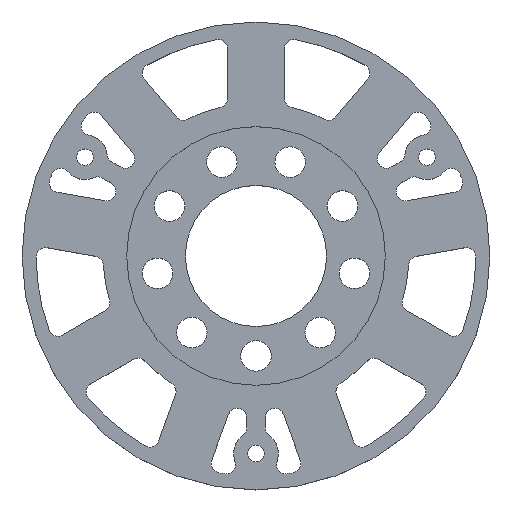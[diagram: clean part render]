
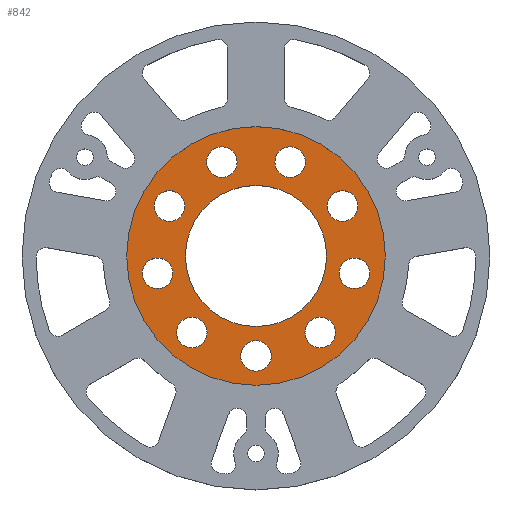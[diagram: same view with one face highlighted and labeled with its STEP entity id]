
A CAD part, top view. The second image highlights one B-rep face of the part: STEP entity #842.
In plain terms, the highlighted planar face has unit normal (0, 0, 1).
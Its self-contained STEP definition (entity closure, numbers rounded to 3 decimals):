
#171=CARTESIAN_POINT('Axis2P3D Location',(0.,0.,6.)) ;
#175=CARTESIAN_POINT('Vertex',(15.,0.,6.)) ;
#177=CARTESIAN_POINT('Vertex',(-15.,0.,6.)) ;
#206=CARTESIAN_POINT('Axis2P3D Location',(0.,0.,6.)) ;
#232=CARTESIAN_POINT('Vertex',(4.018,19.968,6.)) ;
#248=CARTESIAN_POINT('Vertex',(10.518,19.968,6.)) ;
#251=CARTESIAN_POINT('Axis2P3D Location',(7.268,19.968,6.)) ;
#268=CARTESIAN_POINT('Axis2P3D Location',(7.268,19.968,6.)) ;
#289=CARTESIAN_POINT('Vertex',(-9.758,17.879,6.)) ;
#294=CARTESIAN_POINT('Axis2P3D Location',(-7.268,19.968,6.)) ;
#298=CARTESIAN_POINT('Vertex',(-4.778,22.058,6.)) ;
#320=CARTESIAN_POINT('Axis2P3D Location',(-7.268,19.968,6.)) ;
#346=CARTESIAN_POINT('Vertex',(-18.967,7.424,6.)) ;
#351=CARTESIAN_POINT('Axis2P3D Location',(-18.403,10.625,6.)) ;
#355=CARTESIAN_POINT('Vertex',(-17.839,13.826,6.)) ;
#377=CARTESIAN_POINT('Axis2P3D Location',(-18.403,10.625,6.)) ;
#403=CARTESIAN_POINT('Vertex',(-19.302,-6.505,6.)) ;
#408=CARTESIAN_POINT('Axis2P3D Location',(-20.927,-3.69,6.)) ;
#412=CARTESIAN_POINT('Vertex',(-22.552,-0.875,6.)) ;
#434=CARTESIAN_POINT('Axis2P3D Location',(-20.927,-3.69,6.)) ;
#460=CARTESIAN_POINT('Vertex',(-10.605,-17.39,6.)) ;
#465=CARTESIAN_POINT('Axis2P3D Location',(-13.659,-16.278,6.)) ;
#469=CARTESIAN_POINT('Vertex',(-16.713,-15.167,6.)) ;
#491=CARTESIAN_POINT('Axis2P3D Location',(-13.659,-16.278,6.)) ;
#517=CARTESIAN_POINT('Vertex',(3.054,-20.138,6.)) ;
#522=CARTESIAN_POINT('Axis2P3D Location',(0.,-21.25,6.)) ;
#526=CARTESIAN_POINT('Vertex',(-3.054,-22.362,6.)) ;
#548=CARTESIAN_POINT('Axis2P3D Location',(0.,-21.25,6.)) ;
#574=CARTESIAN_POINT('Vertex',(15.284,-13.464,6.)) ;
#579=CARTESIAN_POINT('Axis2P3D Location',(13.659,-16.278,6.)) ;
#583=CARTESIAN_POINT('Vertex',(12.034,-19.093,6.)) ;
#605=CARTESIAN_POINT('Axis2P3D Location',(13.659,-16.278,6.)) ;
#631=CARTESIAN_POINT('Vertex',(20.363,-0.489,6.)) ;
#636=CARTESIAN_POINT('Axis2P3D Location',(20.927,-3.69,6.)) ;
#640=CARTESIAN_POINT('Vertex',(21.492,-6.891,6.)) ;
#662=CARTESIAN_POINT('Axis2P3D Location',(20.927,-3.69,6.)) ;
#688=CARTESIAN_POINT('Vertex',(15.913,12.714,6.)) ;
#693=CARTESIAN_POINT('Axis2P3D Location',(18.403,10.625,6.)) ;
#697=CARTESIAN_POINT('Vertex',(20.893,8.536,6.)) ;
#719=CARTESIAN_POINT('Axis2P3D Location',(18.403,10.625,6.)) ;
#741=CARTESIAN_POINT('Axis2P3D Location',(0.,0.,6.)) ;
#745=CARTESIAN_POINT('Vertex',(-27.5,0.,6.)) ;
#747=CARTESIAN_POINT('Vertex',(27.5,0.,6.)) ;
#776=CARTESIAN_POINT('Axis2P3D Location',(0.,0.,6.)) ;
#793=CARTESIAN_POINT('Axis2P3D Location',(0.,0.,6.)) ;
#172=DIRECTION('Axis2P3D Direction',(0.,0.,1.)) ;
#207=DIRECTION('Axis2P3D Direction',(0.,0.,1.)) ;
#252=DIRECTION('Axis2P3D Direction',(0.,0.,1.)) ;
#269=DIRECTION('Axis2P3D Direction',(0.,0.,1.)) ;
#295=DIRECTION('Axis2P3D Direction',(0.,-0.,1.)) ;
#321=DIRECTION('Axis2P3D Direction',(0.,-0.,1.)) ;
#352=DIRECTION('Axis2P3D Direction',(0.,-0.,1.)) ;
#378=DIRECTION('Axis2P3D Direction',(0.,-0.,1.)) ;
#409=DIRECTION('Axis2P3D Direction',(0.,0.,1.)) ;
#435=DIRECTION('Axis2P3D Direction',(0.,0.,1.)) ;
#466=DIRECTION('Axis2P3D Direction',(0.,0.,1.)) ;
#492=DIRECTION('Axis2P3D Direction',(0.,0.,1.)) ;
#523=DIRECTION('Axis2P3D Direction',(0.,0.,1.)) ;
#549=DIRECTION('Axis2P3D Direction',(0.,0.,1.)) ;
#580=DIRECTION('Axis2P3D Direction',(0.,0.,1.)) ;
#606=DIRECTION('Axis2P3D Direction',(0.,0.,1.)) ;
#637=DIRECTION('Axis2P3D Direction',(-0.,0.,1.)) ;
#663=DIRECTION('Axis2P3D Direction',(-0.,0.,1.)) ;
#694=DIRECTION('Axis2P3D Direction',(-0.,0.,1.)) ;
#720=DIRECTION('Axis2P3D Direction',(-0.,0.,1.)) ;
#742=DIRECTION('Axis2P3D Direction',(0.,0.,1.)) ;
#777=DIRECTION('Axis2P3D Direction',(0.,0.,1.)) ;
#794=DIRECTION('Axis2P3D Direction',(0.,0.,1.)) ;
#795=DIRECTION('Axis2P3D XDirection',(1.,0.,0.)) ;
#173=AXIS2_PLACEMENT_3D('Circle Axis2P3D',#171,#172,$) ;
#208=AXIS2_PLACEMENT_3D('Circle Axis2P3D',#206,#207,$) ;
#253=AXIS2_PLACEMENT_3D('Circle Axis2P3D',#251,#252,$) ;
#270=AXIS2_PLACEMENT_3D('Circle Axis2P3D',#268,#269,$) ;
#296=AXIS2_PLACEMENT_3D('Circle Axis2P3D',#294,#295,$) ;
#322=AXIS2_PLACEMENT_3D('Circle Axis2P3D',#320,#321,$) ;
#353=AXIS2_PLACEMENT_3D('Circle Axis2P3D',#351,#352,$) ;
#379=AXIS2_PLACEMENT_3D('Circle Axis2P3D',#377,#378,$) ;
#410=AXIS2_PLACEMENT_3D('Circle Axis2P3D',#408,#409,$) ;
#436=AXIS2_PLACEMENT_3D('Circle Axis2P3D',#434,#435,$) ;
#467=AXIS2_PLACEMENT_3D('Circle Axis2P3D',#465,#466,$) ;
#493=AXIS2_PLACEMENT_3D('Circle Axis2P3D',#491,#492,$) ;
#524=AXIS2_PLACEMENT_3D('Circle Axis2P3D',#522,#523,$) ;
#550=AXIS2_PLACEMENT_3D('Circle Axis2P3D',#548,#549,$) ;
#581=AXIS2_PLACEMENT_3D('Circle Axis2P3D',#579,#580,$) ;
#607=AXIS2_PLACEMENT_3D('Circle Axis2P3D',#605,#606,$) ;
#638=AXIS2_PLACEMENT_3D('Circle Axis2P3D',#636,#637,$) ;
#664=AXIS2_PLACEMENT_3D('Circle Axis2P3D',#662,#663,$) ;
#695=AXIS2_PLACEMENT_3D('Circle Axis2P3D',#693,#694,$) ;
#721=AXIS2_PLACEMENT_3D('Circle Axis2P3D',#719,#720,$) ;
#743=AXIS2_PLACEMENT_3D('Circle Axis2P3D',#741,#742,$) ;
#778=AXIS2_PLACEMENT_3D('Circle Axis2P3D',#776,#777,$) ;
#796=AXIS2_PLACEMENT_3D('Plane Axis2P3D',#793,#794,#795) ;
#799=ORIENTED_EDGE('',*,*,#780,.T.) ;
#800=ORIENTED_EDGE('',*,*,#749,.T.) ;
#803=ORIENTED_EDGE('',*,*,#255,.F.) ;
#804=ORIENTED_EDGE('',*,*,#272,.F.) ;
#807=ORIENTED_EDGE('',*,*,#210,.F.) ;
#808=ORIENTED_EDGE('',*,*,#179,.F.) ;
#811=ORIENTED_EDGE('',*,*,#300,.F.) ;
#812=ORIENTED_EDGE('',*,*,#324,.F.) ;
#815=ORIENTED_EDGE('',*,*,#357,.F.) ;
#816=ORIENTED_EDGE('',*,*,#381,.F.) ;
#819=ORIENTED_EDGE('',*,*,#414,.F.) ;
#820=ORIENTED_EDGE('',*,*,#438,.F.) ;
#823=ORIENTED_EDGE('',*,*,#471,.F.) ;
#824=ORIENTED_EDGE('',*,*,#495,.F.) ;
#827=ORIENTED_EDGE('',*,*,#528,.F.) ;
#828=ORIENTED_EDGE('',*,*,#552,.F.) ;
#831=ORIENTED_EDGE('',*,*,#585,.F.) ;
#832=ORIENTED_EDGE('',*,*,#609,.F.) ;
#835=ORIENTED_EDGE('',*,*,#642,.F.) ;
#836=ORIENTED_EDGE('',*,*,#666,.F.) ;
#839=ORIENTED_EDGE('',*,*,#699,.F.) ;
#840=ORIENTED_EDGE('',*,*,#723,.F.) ;
#805=FACE_BOUND('',#802,.T.) ;
#809=FACE_BOUND('',#806,.T.) ;
#813=FACE_BOUND('',#810,.T.) ;
#817=FACE_BOUND('',#814,.T.) ;
#821=FACE_BOUND('',#818,.T.) ;
#825=FACE_BOUND('',#822,.T.) ;
#829=FACE_BOUND('',#826,.T.) ;
#833=FACE_BOUND('',#830,.T.) ;
#837=FACE_BOUND('',#834,.T.) ;
#841=FACE_BOUND('',#838,.T.) ;
#842=ADVANCED_FACE('Corps principal',(#801,#805,#809,#813,#817,#821,#825,#829,#833,#837,#841),#797,.T.) ;
#174=CIRCLE('generated circle',#173,15.) ;
#209=CIRCLE('generated circle',#208,15.) ;
#254=CIRCLE('generated circle',#253,3.25) ;
#271=CIRCLE('generated circle',#270,3.25) ;
#297=CIRCLE('generated circle',#296,3.25) ;
#323=CIRCLE('generated circle',#322,3.25) ;
#354=CIRCLE('generated circle',#353,3.25) ;
#380=CIRCLE('generated circle',#379,3.25) ;
#411=CIRCLE('generated circle',#410,3.25) ;
#437=CIRCLE('generated circle',#436,3.25) ;
#468=CIRCLE('generated circle',#467,3.25) ;
#494=CIRCLE('generated circle',#493,3.25) ;
#525=CIRCLE('generated circle',#524,3.25) ;
#551=CIRCLE('generated circle',#550,3.25) ;
#582=CIRCLE('generated circle',#581,3.25) ;
#608=CIRCLE('generated circle',#607,3.25) ;
#639=CIRCLE('generated circle',#638,3.25) ;
#665=CIRCLE('generated circle',#664,3.25) ;
#696=CIRCLE('generated circle',#695,3.25) ;
#722=CIRCLE('generated circle',#721,3.25) ;
#744=CIRCLE('generated circle',#743,27.5) ;
#779=CIRCLE('generated circle',#778,27.5) ;
#179=EDGE_CURVE('',#176,#178,#174,.T.) ;
#210=EDGE_CURVE('',#178,#176,#209,.T.) ;
#255=EDGE_CURVE('',#249,#233,#254,.T.) ;
#272=EDGE_CURVE('',#233,#249,#271,.T.) ;
#300=EDGE_CURVE('',#290,#299,#297,.T.) ;
#324=EDGE_CURVE('',#299,#290,#323,.T.) ;
#357=EDGE_CURVE('',#347,#356,#354,.T.) ;
#381=EDGE_CURVE('',#356,#347,#380,.T.) ;
#414=EDGE_CURVE('',#404,#413,#411,.T.) ;
#438=EDGE_CURVE('',#413,#404,#437,.T.) ;
#471=EDGE_CURVE('',#461,#470,#468,.T.) ;
#495=EDGE_CURVE('',#470,#461,#494,.T.) ;
#528=EDGE_CURVE('',#518,#527,#525,.T.) ;
#552=EDGE_CURVE('',#527,#518,#551,.T.) ;
#585=EDGE_CURVE('',#575,#584,#582,.T.) ;
#609=EDGE_CURVE('',#584,#575,#608,.T.) ;
#642=EDGE_CURVE('',#632,#641,#639,.T.) ;
#666=EDGE_CURVE('',#641,#632,#665,.T.) ;
#699=EDGE_CURVE('',#689,#698,#696,.T.) ;
#723=EDGE_CURVE('',#698,#689,#722,.T.) ;
#749=EDGE_CURVE('',#746,#748,#744,.T.) ;
#780=EDGE_CURVE('',#748,#746,#779,.T.) ;
#798=EDGE_LOOP('',(#799,#800)) ;
#802=EDGE_LOOP('',(#803,#804)) ;
#806=EDGE_LOOP('',(#807,#808)) ;
#810=EDGE_LOOP('',(#811,#812)) ;
#814=EDGE_LOOP('',(#815,#816)) ;
#818=EDGE_LOOP('',(#819,#820)) ;
#822=EDGE_LOOP('',(#823,#824)) ;
#826=EDGE_LOOP('',(#827,#828)) ;
#830=EDGE_LOOP('',(#831,#832)) ;
#834=EDGE_LOOP('',(#835,#836)) ;
#838=EDGE_LOOP('',(#839,#840)) ;
#801=FACE_OUTER_BOUND('',#798,.T.) ;
#797=PLANE('',#796) ;
#176=VERTEX_POINT('',#175) ;
#178=VERTEX_POINT('',#177) ;
#233=VERTEX_POINT('',#232) ;
#249=VERTEX_POINT('',#248) ;
#290=VERTEX_POINT('',#289) ;
#299=VERTEX_POINT('',#298) ;
#347=VERTEX_POINT('',#346) ;
#356=VERTEX_POINT('',#355) ;
#404=VERTEX_POINT('',#403) ;
#413=VERTEX_POINT('',#412) ;
#461=VERTEX_POINT('',#460) ;
#470=VERTEX_POINT('',#469) ;
#518=VERTEX_POINT('',#517) ;
#527=VERTEX_POINT('',#526) ;
#575=VERTEX_POINT('',#574) ;
#584=VERTEX_POINT('',#583) ;
#632=VERTEX_POINT('',#631) ;
#641=VERTEX_POINT('',#640) ;
#689=VERTEX_POINT('',#688) ;
#698=VERTEX_POINT('',#697) ;
#746=VERTEX_POINT('',#745) ;
#748=VERTEX_POINT('',#747) ;
